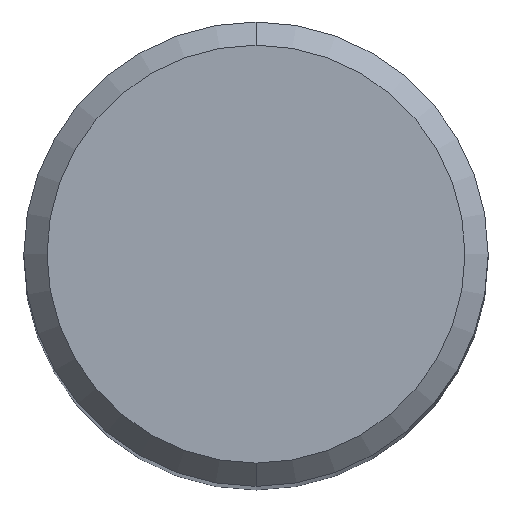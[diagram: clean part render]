
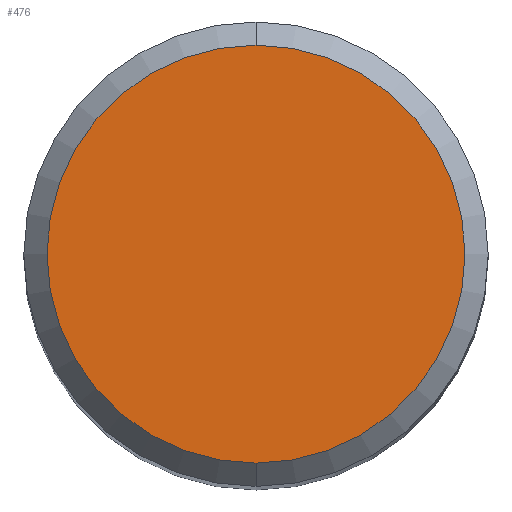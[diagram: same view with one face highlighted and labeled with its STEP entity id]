
A CAD part, top view. The second image highlights one B-rep face of the part: STEP entity #476.
In plain terms, the highlighted planar face has unit normal (0, 0, 1).
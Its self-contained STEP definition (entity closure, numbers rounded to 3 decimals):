
#226=VERTEX_POINT('',#586);
#268=EDGE_CURVE('',#226,#522,#634,.T.);
#430=EDGE_CURVE('',#522,#226,#814,.T.);
#476=ADVANCED_FACE('',(#865),#866,.T.);
#522=VERTEX_POINT('',#915);
#586=CARTESIAN_POINT('',(0.,-3.6,36.0));
#634=CIRCLE('',#1084,3.6);
#814=CIRCLE('',#1408,3.6);
#865=FACE_OUTER_BOUND('',#1513,.T.);
#866=PLANE('',#1514);
#915=CARTESIAN_POINT('',(0.0,3.6,36.0));
#1084=AXIS2_PLACEMENT_3D('',#1752,#1753,#1754);
#1408=AXIS2_PLACEMENT_3D('',#1942,#1943,#1944);
#1513=EDGE_LOOP('',(#2011,#2012));
#1514=AXIS2_PLACEMENT_3D('',#2013,#2014,#2015);
#1752=CARTESIAN_POINT('',(0.0,0.0,36.0));
#1753=DIRECTION('',(0.0,0.0,-1.0));
#1754=DIRECTION('',(0.0,1.0,0.0));
#1942=CARTESIAN_POINT('',(0.0,0.0,36.0));
#1943=DIRECTION('',(0.0,0.0,-1.0));
#1944=DIRECTION('',(0.0,1.0,0.0));
#2011=ORIENTED_EDGE('',*,*,#430,.F.);
#2012=ORIENTED_EDGE('',*,*,#268,.F.);
#2013=CARTESIAN_POINT('',(0.0,1.8,36.0));
#2014=DIRECTION('',(0.0,0.0,1.0));
#2015=DIRECTION('',(0.0,-1.0,0.0));
